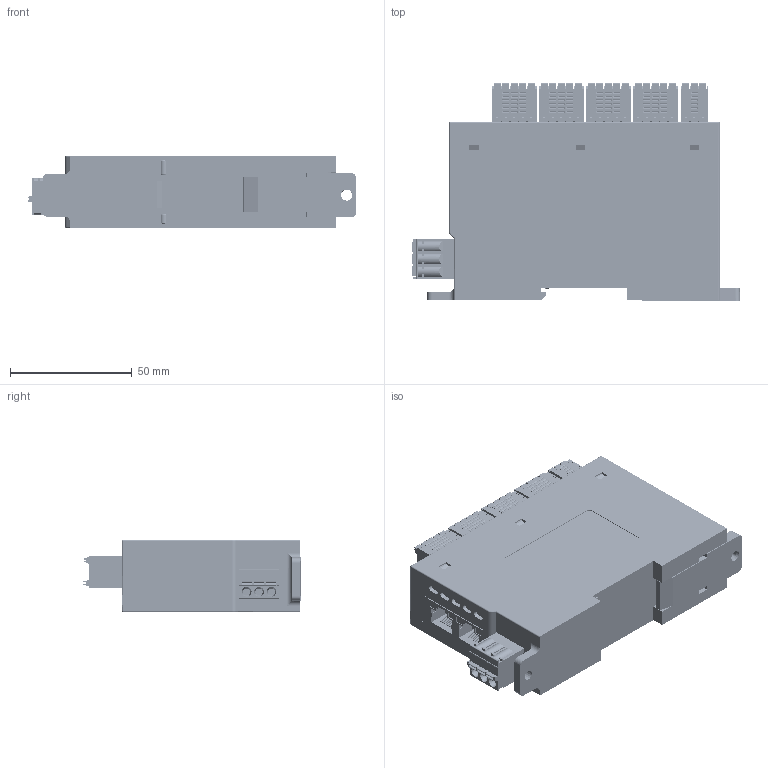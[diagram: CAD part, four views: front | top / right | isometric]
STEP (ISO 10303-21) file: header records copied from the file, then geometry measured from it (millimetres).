
FILE_DESCRIPTION(/* description */ (''),/* implementation_level */ '2;1');
FILE_NAME(/* name */ '',/* time_stamp */ '2024-03-22T11:15:53+08:00',/* author */ (''),/* organization */ (''),/* preprocessor_version */ 'ST-DEVELOPER v14',/* originating_system */ 'SIEMENS PLM Software NX 8.0',/* authorisation */ '');
FILE_SCHEMA (('AUTOMOTIVE_DESIGN { 1 0 10303 214 3 1 1 1 }'));
Products named in the file (1): Admi4EC4C0F5q4iz
Bounding box: 134.79 x 89.14 x 29.7 mm (x, y, z)
Volume: 22543.6 mm3; surface area: 61367.2 mm2
Topology: 167 solids, 260 shells, 11262 faces, 29016 edges, 18746 vertices
Faces by surface type: plane 7461, cylinder 2541, torus 381, bspline 379, extrusion 205, cone 199, sphere 96
Full cylindrical faces by diameter (mm): 0.18 x5, 2.5 x3, 3.05 x46, 3.3 x3, 4 x3
Entity records: 372045 total; most frequent: CARTESIAN_POINT 91734, ORIENTED_EDGE 57028, DIRECTION 54596, EDGE_CURVE 28514, VECTOR 20856, LINE 20651, VERTEX_POINT 18651, AXIS2_PLACEMENT_3D 16870
